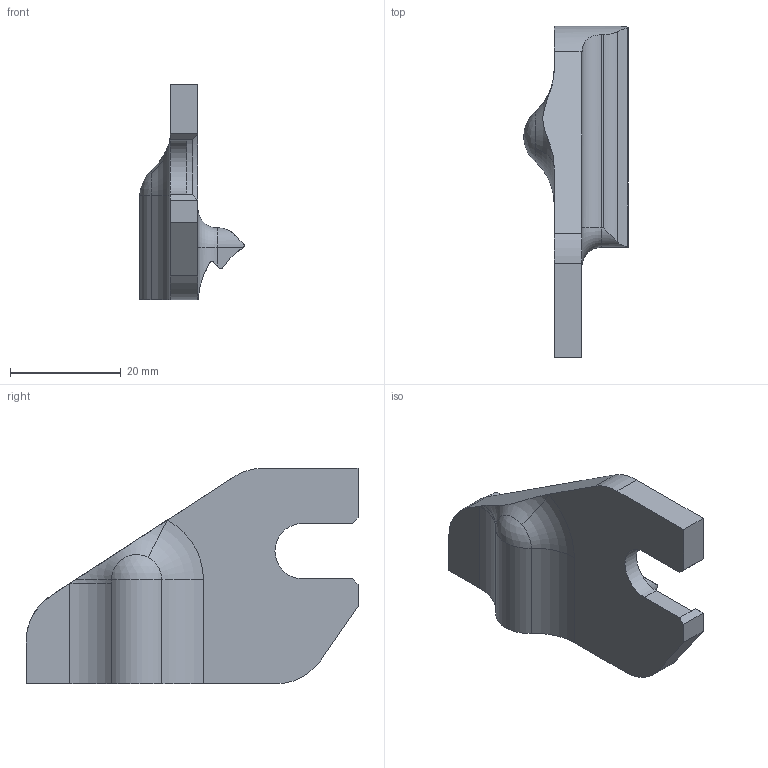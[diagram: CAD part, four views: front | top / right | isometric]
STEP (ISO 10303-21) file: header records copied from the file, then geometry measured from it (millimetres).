
FILE_DESCRIPTION(/* description */ (''),/* implementation_level */ '2;1');
FILE_NAME(/* name */ '30550b9a-a68b-4ae3-9b18-326ad3f5fbdb.stp',/* time_stamp */ '2019-04-16T02:19:56+00:00',/* author */ (''),/* organization */ (''),/* preprocessor_version */ 'ST-DEVELOPER v18',/* originating_system */ 'Autodesk Translation Framework v8.2.0.1029',/* authorisation */ '');
FILE_SCHEMA (('AUTOMOTIVE_DESIGN { 1 0 10303 214 3 1 1 }'));
Length unit declared in the file: millimetre
Products named in the file (1): fork ends
Bounding box: 18.89 x 60 x 39 mm (x, y, z)
Volume: 10639.4 mm3; surface area: 5156.8 mm2
Topology: 1 solids, 1 shells, 46 faces, 119 edges, 76 vertices
Faces by surface type: plane 22, cylinder 19, torus 3, sphere 1, cone 1
Full cylindrical faces by diameter (mm): 6 x1
Entity records: 1507 total; most frequent: CARTESIAN_POINT 332, DIRECTION 244, ORIENTED_EDGE 238, EDGE_CURVE 119, AXIS2_PLACEMENT_3D 88, VERTEX_POINT 76, LINE 68, VECTOR 68
